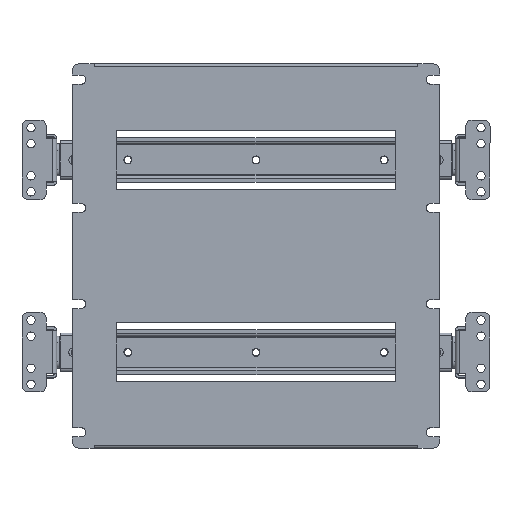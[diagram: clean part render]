
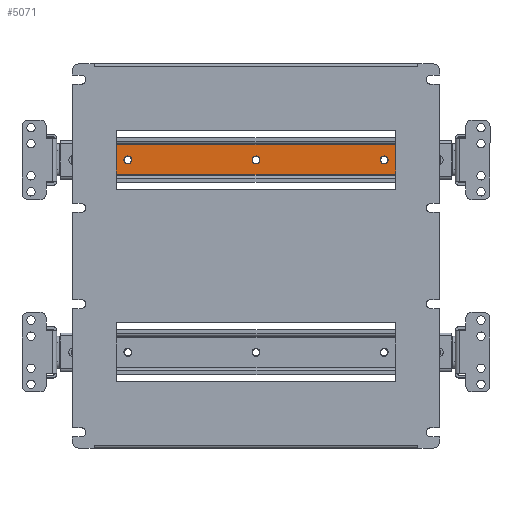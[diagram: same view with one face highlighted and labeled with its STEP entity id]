
A CAD part, top view. The second image highlights one B-rep face of the part: STEP entity #5071.
In plain terms, the highlighted planar face has unit normal (0, 0, 1).
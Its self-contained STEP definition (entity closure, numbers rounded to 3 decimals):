
#344 = CARTESIAN_POINT ( 'NONE',  ( 0., 75., -61.3 ) ) ;
#1351 = ORIENTED_EDGE ( 'NONE', *, *, #6566, .F. ) ;
#1495 = AXIS2_PLACEMENT_3D ( 'NONE', #344, #36237, #25214 ) ;
#1532 = DIRECTION ( 'NONE',  ( 0., 0., -1. ) ) ;
#3142 = EDGE_LOOP ( 'NONE', ( #28941, #7726 ) ) ;
#3339 = EDGE_CURVE ( 'NONE', #18853, #8623, #23688, .T. ) ;
#4257 = EDGE_CURVE ( 'NONE', #19005, #13047, #24692, .T. ) ;
#4273 = DIRECTION ( 'NONE',  ( 0., 1., 0. ) ) ;
#4821 = EDGE_LOOP ( 'NONE', ( #28907, #34944 ) ) ;
#4980 = CARTESIAN_POINT ( 'NONE',  ( -125., 61.5, -61.3 ) ) ;
#5071 = ADVANCED_FACE ( 'NONE', ( #24564, #25446, #28521, #23697 ), #17642, .F. ) ;
#5540 = AXIS2_PLACEMENT_3D ( 'NONE', #7609, #11923, #12155 ) ;
#5548 = AXIS2_PLACEMENT_3D ( 'NONE', #34825, #9570, #6310 ) ;
#6310 = DIRECTION ( 'NONE',  ( 0., -1., 0. ) ) ;
#6566 = EDGE_CURVE ( 'NONE', #25463, #11234, #18254, .T. ) ;
#6784 = CARTESIAN_POINT ( 'NONE',  ( 0., 75., -61.3 ) ) ;
#7456 = EDGE_CURVE ( 'NONE', #13047, #19005, #30258, .T. ) ;
#7609 = CARTESIAN_POINT ( 'NONE',  ( 100., 75., -61.3 ) ) ;
#7726 = ORIENTED_EDGE ( 'NONE', *, *, #3339, .F. ) ;
#8017 = CARTESIAN_POINT ( 'NONE',  ( 125., 86.7, -61.3 ) ) ;
#8623 = VERTEX_POINT ( 'NONE', #14762 ) ;
#8757 = ORIENTED_EDGE ( 'NONE', *, *, #9381, .T. ) ;
#9101 = ORIENTED_EDGE ( 'NONE', *, *, #7456, .F. ) ;
#9381 = EDGE_CURVE ( 'NONE', #22848, #13679, #11112, .T. ) ;
#9507 = CARTESIAN_POINT ( 'NONE',  ( 125., 61.5, -61.3 ) ) ;
#9570 = DIRECTION ( 'NONE',  ( 0., 0., 1. ) ) ;
#9814 = DIRECTION ( 'NONE',  ( 0., 0., 1. ) ) ;
#10515 = CIRCLE ( 'NONE', #1495, 3.1 ) ;
#10592 = DIRECTION ( 'NONE',  ( -1., 0., 0. ) ) ;
#11085 = CARTESIAN_POINT ( 'NONE',  ( -100., 78.1, -61.3 ) ) ;
#11095 = DIRECTION ( 'NONE',  ( 0., 0., 1. ) ) ;
#11112 = LINE ( 'NONE', #21262, #16816 ) ;
#11200 = CARTESIAN_POINT ( 'NONE',  ( -100., 75., -61.3 ) ) ;
#11234 = VERTEX_POINT ( 'NONE', #27060 ) ;
#11923 = DIRECTION ( 'NONE',  ( 0., 0., 1. ) ) ;
#12155 = DIRECTION ( 'NONE',  ( 0., -1., 0. ) ) ;
#12680 = CARTESIAN_POINT ( 'NONE',  ( 125., 63.3, -61.3 ) ) ;
#13047 = VERTEX_POINT ( 'NONE', #30383 ) ;
#13325 = VERTEX_POINT ( 'NONE', #33817 ) ;
#13352 = VECTOR ( 'NONE', #19116, 1000. ) ;
#13679 = VERTEX_POINT ( 'NONE', #31914 ) ;
#13828 = DIRECTION ( 'NONE',  ( 0., -1., 0. ) ) ;
#14214 = CARTESIAN_POINT ( 'NONE',  ( 125., 63.3, -61.3 ) ) ;
#14392 = EDGE_CURVE ( 'NONE', #21587, #13325, #25756, .T. ) ;
#14762 = CARTESIAN_POINT ( 'NONE',  ( 0., 71.9, -61.3 ) ) ;
#14809 = CARTESIAN_POINT ( 'NONE',  ( 100., 78.1, -61.3 ) ) ;
#16316 = ORIENTED_EDGE ( 'NONE', *, *, #23365, .F. ) ;
#16519 = DIRECTION ( 'NONE',  ( 0., -1., 0. ) ) ;
#16816 = VECTOR ( 'NONE', #10592, 1000. ) ;
#17642 = PLANE ( 'NONE',  #25963 ) ;
#17836 = ORIENTED_EDGE ( 'NONE', *, *, #4257, .F. ) ;
#18074 = ORIENTED_EDGE ( 'NONE', *, *, #28666, .T. ) ;
#18115 = CIRCLE ( 'NONE', #19947, 3.1 ) ;
#18254 = LINE ( 'NONE', #14214, #19117 ) ;
#18853 = VERTEX_POINT ( 'NONE', #28143 ) ;
#18861 = AXIS2_PLACEMENT_3D ( 'NONE', #6784, #9814, #26363 ) ;
#19005 = VERTEX_POINT ( 'NONE', #14809 ) ;
#19116 = DIRECTION ( 'NONE',  ( 0., -1., 0. ) ) ;
#19117 = VECTOR ( 'NONE', #30995, 1000. ) ;
#19947 = AXIS2_PLACEMENT_3D ( 'NONE', #11200, #11095, #33396 ) ;
#21262 = CARTESIAN_POINT ( 'NONE',  ( 125., 86.7, -61.3 ) ) ;
#21587 = VERTEX_POINT ( 'NONE', #11085 ) ;
#21817 = CARTESIAN_POINT ( 'NONE',  ( 125., 61.5, -61.3 ) ) ;
#22781 = EDGE_CURVE ( 'NONE', #13325, #21587, #18115, .T. ) ;
#22848 = VERTEX_POINT ( 'NONE', #8017 ) ;
#23365 = EDGE_CURVE ( 'NONE', #22848, #25463, #23802, .T. ) ;
#23688 = CIRCLE ( 'NONE', #18861, 3.1 ) ;
#23697 = FACE_BOUND ( 'NONE', #28243, .T. ) ;
#23802 = LINE ( 'NONE', #21817, #13352 ) ;
#24564 = FACE_BOUND ( 'NONE', #3142, .T. ) ;
#24692 = CIRCLE ( 'NONE', #5548, 3.1 ) ;
#25214 = DIRECTION ( 'NONE',  ( 0., -1., 0. ) ) ;
#25446 = FACE_BOUND ( 'NONE', #4821, .T. ) ;
#25463 = VERTEX_POINT ( 'NONE', #12680 ) ;
#25756 = CIRCLE ( 'NONE', #29372, 3.1 ) ;
#25963 = AXIS2_PLACEMENT_3D ( 'NONE', #9507, #1532, #4273 ) ;
#26363 = DIRECTION ( 'NONE',  ( 0., -1., 0. ) ) ;
#27060 = CARTESIAN_POINT ( 'NONE',  ( -125., 63.3, -61.3 ) ) ;
#27142 = EDGE_LOOP ( 'NONE', ( #18074, #1351, #16316, #8757 ) ) ;
#27507 = CARTESIAN_POINT ( 'NONE',  ( -100., 75., -61.3 ) ) ;
#28143 = CARTESIAN_POINT ( 'NONE',  ( 0., 78.1, -61.3 ) ) ;
#28243 = EDGE_LOOP ( 'NONE', ( #9101, #17836 ) ) ;
#28521 = FACE_OUTER_BOUND ( 'NONE', #27142, .T. ) ;
#28666 = EDGE_CURVE ( 'NONE', #13679, #11234, #36390, .T. ) ;
#28907 = ORIENTED_EDGE ( 'NONE', *, *, #22781, .F. ) ;
#28941 = ORIENTED_EDGE ( 'NONE', *, *, #31959, .F. ) ;
#29372 = AXIS2_PLACEMENT_3D ( 'NONE', #27507, #32457, #16519 ) ;
#30258 = CIRCLE ( 'NONE', #5540, 3.1 ) ;
#30383 = CARTESIAN_POINT ( 'NONE',  ( 100., 71.9, -61.3 ) ) ;
#30995 = DIRECTION ( 'NONE',  ( -1., 0., 0. ) ) ;
#31914 = CARTESIAN_POINT ( 'NONE',  ( -125., 86.7, -61.3 ) ) ;
#31959 = EDGE_CURVE ( 'NONE', #8623, #18853, #10515, .T. ) ;
#32457 = DIRECTION ( 'NONE',  ( 0., 0., 1. ) ) ;
#33396 = DIRECTION ( 'NONE',  ( 0., -1., 0. ) ) ;
#33817 = CARTESIAN_POINT ( 'NONE',  ( -100., 71.9, -61.3 ) ) ;
#34825 = CARTESIAN_POINT ( 'NONE',  ( 100., 75., -61.3 ) ) ;
#34944 = ORIENTED_EDGE ( 'NONE', *, *, #14392, .F. ) ;
#35060 = VECTOR ( 'NONE', #13828, 1000. ) ;
#36237 = DIRECTION ( 'NONE',  ( 0., 0., 1. ) ) ;
#36390 = LINE ( 'NONE', #4980, #35060 ) ;
